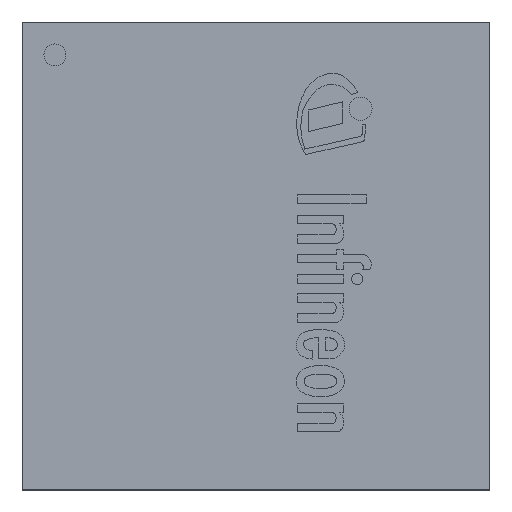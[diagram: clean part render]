
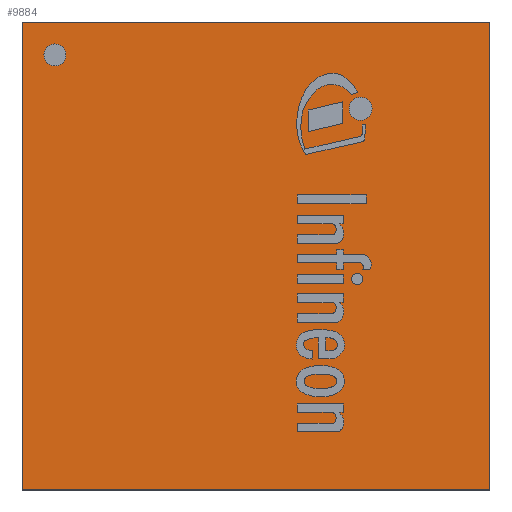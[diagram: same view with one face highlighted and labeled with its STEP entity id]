
A CAD part, top view. The second image highlights one B-rep face of the part: STEP entity #9884.
In plain terms, the highlighted planar face has unit normal (0, 0, 1).
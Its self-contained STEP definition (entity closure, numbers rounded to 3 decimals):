
#608=FACE_BOUND('',#3426,.T.);
#613=CIRCLE('',#11336,0.5);
#2420=FACE_OUTER_BOUND('',#3425,.T.);
#3425=EDGE_LOOP('',(#7049,#7050,#7051,#7052));
#3426=EDGE_LOOP('',(#7053));
#4443=LINE('',#17145,#4601);
#4446=LINE('',#17151,#4604);
#4449=LINE('',#17157,#4607);
#4452=LINE('',#17161,#4610);
#4601=VECTOR('',#13251,1.);
#4604=VECTOR('',#13256,1.);
#4607=VECTOR('',#13261,1.);
#4610=VECTOR('',#13266,1.);
#4748=VERTEX_POINT('',#17132);
#4752=VERTEX_POINT('',#17142);
#4753=VERTEX_POINT('',#17144);
#4755=VERTEX_POINT('',#17150);
#4757=VERTEX_POINT('',#17156);
#5828=EDGE_CURVE('',#4748,#4748,#613,.T.);
#5833=EDGE_CURVE('',#4753,#4752,#4443,.T.);
#5836=EDGE_CURVE('',#4755,#4753,#4446,.T.);
#5839=EDGE_CURVE('',#4757,#4755,#4449,.T.);
#5842=EDGE_CURVE('',#4752,#4757,#4452,.T.);
#7049=ORIENTED_EDGE('',*,*,#5842,.T.);
#7050=ORIENTED_EDGE('',*,*,#5839,.T.);
#7051=ORIENTED_EDGE('',*,*,#5836,.T.);
#7052=ORIENTED_EDGE('',*,*,#5833,.T.);
#7053=ORIENTED_EDGE('',*,*,#5828,.T.);
#9338=PLANE('',#11344);
#9884=ADVANCED_FACE('',(#2420,#608),#9338,.T.);
#11336=AXIS2_PLACEMENT_3D('',#17133,#13240,#13241);
#11344=AXIS2_PLACEMENT_3D('',#17163,#13269,#13270);
#13240=DIRECTION('center_axis',(0.,0.,-1.));
#13241=DIRECTION('ref_axis',(0.,1.,0.));
#13251=DIRECTION('',(1.,0.,0.));
#13256=DIRECTION('',(0.,-1.,0.));
#13261=DIRECTION('',(-1.,0.,0.));
#13266=DIRECTION('',(0.,1.,0.));
#13269=DIRECTION('center_axis',(0.,0.,1.));
#13270=DIRECTION('ref_axis',(0.,-1.,0.));
#17132=CARTESIAN_POINT('',(-9.15,8.65,1.52));
#17133=CARTESIAN_POINT('Origin',(-9.15,9.15,1.52));
#17142=CARTESIAN_POINT('',(10.65,-10.65,1.52));
#17144=CARTESIAN_POINT('',(-10.65,-10.65,1.52));
#17145=CARTESIAN_POINT('',(10.65,-10.65,1.52));
#17150=CARTESIAN_POINT('',(-10.65,10.65,1.52));
#17151=CARTESIAN_POINT('',(-10.65,-10.65,1.52));
#17156=CARTESIAN_POINT('',(10.65,10.65,1.52));
#17157=CARTESIAN_POINT('',(-10.65,10.65,1.52));
#17161=CARTESIAN_POINT('',(10.65,10.65,1.52));
#17163=CARTESIAN_POINT('Origin',(0.,0.,
1.52));
